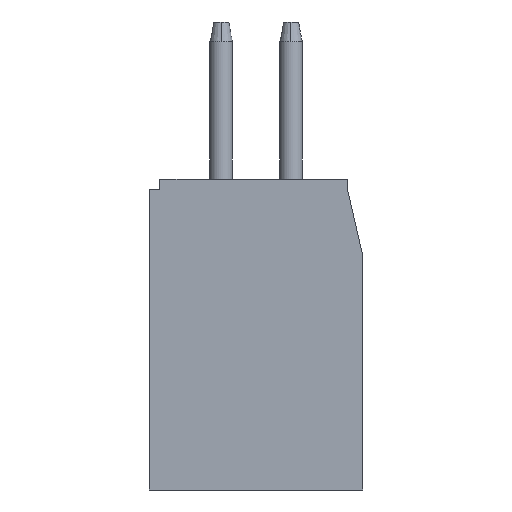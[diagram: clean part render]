
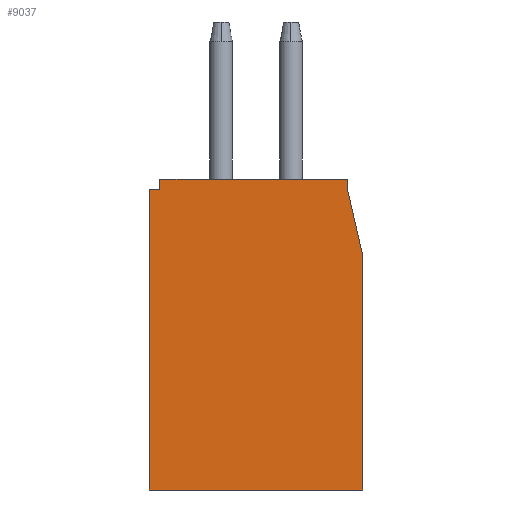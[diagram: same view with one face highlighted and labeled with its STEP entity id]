
A CAD part, left-side view. The second image highlights one B-rep face of the part: STEP entity #9037.
In plain terms, the highlighted planar face has unit normal (-1, 0, 0).
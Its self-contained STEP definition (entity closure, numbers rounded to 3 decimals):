
#62 = FACE_OUTER_BOUND ( 'NONE', #7305, .T. ) ;
#129 = CARTESIAN_POINT ( 'NONE',  ( -7.3, -3.05, 8.9 ) ) ;
#248 = DIRECTION ( 'NONE',  ( 0., 0., -1. ) ) ;
#463 = VERTEX_POINT ( 'NONE', #3312 ) ;
#553 = CARTESIAN_POINT ( 'NONE',  ( -7.3, -3.05, 8.9 ) ) ;
#582 = ORIENTED_EDGE ( 'NONE', *, *, #12554, .T. ) ;
#720 = LINE ( 'NONE', #3830, #9090 ) ;
#962 = ORIENTED_EDGE ( 'NONE', *, *, #3102, .F. ) ;
#1007 = VECTOR ( 'NONE', #7001, 1000. ) ;
#1237 = LINE ( 'NONE', #10208, #5030 ) ;
#1269 = CARTESIAN_POINT ( 'NONE',  ( -7.3, 3.05, 0. ) ) ;
#1368 = DIRECTION ( 'NONE',  ( 0., 0., -1. ) ) ;
#1404 = LINE ( 'NONE', #5506, #6356 ) ;
#1505 = CARTESIAN_POINT ( 'NONE',  ( -7.3, 2.75, 8.6 ) ) ;
#1753 = DIRECTION ( 'NONE',  ( 0., 0., 1. ) ) ;
#2109 = EDGE_CURVE ( 'NONE', #10152, #10107, #5915, .T. ) ;
#2632 = VERTEX_POINT ( 'NONE', #10235 ) ;
#2810 = VERTEX_POINT ( 'NONE', #5624 ) ;
#2892 = ORIENTED_EDGE ( 'NONE', *, *, #7128, .T. ) ;
#2953 = CARTESIAN_POINT ( 'NONE',  ( -7.3, -2.619, 8.9 ) ) ;
#3102 = EDGE_CURVE ( 'NONE', #12389, #10107, #13139, .T. ) ;
#3201 = ORIENTED_EDGE ( 'NONE', *, *, #8414, .F. ) ;
#3258 = ORIENTED_EDGE ( 'NONE', *, *, #2109, .T. ) ;
#3312 = CARTESIAN_POINT ( 'NONE',  ( -7.3, -3.05, 6.729 ) ) ;
#3592 = VECTOR ( 'NONE', #9581, 1000. ) ;
#3830 = CARTESIAN_POINT ( 'NONE',  ( -7.3, 3.05, 8.9 ) ) ;
#4308 = AXIS2_PLACEMENT_3D ( 'NONE', #6150, #12279, #1368 ) ;
#4926 = VECTOR ( 'NONE', #5292, 1000. ) ;
#5030 = VECTOR ( 'NONE', #248, 1000. ) ;
#5292 = DIRECTION ( 'NONE',  ( 0., -1., 0. ) ) ;
#5506 = CARTESIAN_POINT ( 'NONE',  ( -7.3, -3.05, 0. ) ) ;
#5573 = LINE ( 'NONE', #553, #11924 ) ;
#5624 = CARTESIAN_POINT ( 'NONE',  ( -7.3, -3.05, 0. ) ) ;
#5649 = LINE ( 'NONE', #11716, #3592 ) ;
#5885 = ORIENTED_EDGE ( 'NONE', *, *, #11138, .T. ) ;
#5915 = LINE ( 'NONE', #13041, #9086 ) ;
#6150 = CARTESIAN_POINT ( 'NONE',  ( -7.3, -3.05, 8.9 ) ) ;
#6356 = VECTOR ( 'NONE', #6496, 1000. ) ;
#6378 = VERTEX_POINT ( 'NONE', #1505 ) ;
#6496 = DIRECTION ( 'NONE',  ( 0., -1., 0. ) ) ;
#6765 = EDGE_CURVE ( 'NONE', #10152, #463, #5649, .T. ) ;
#7001 = DIRECTION ( 'NONE',  ( 0., 1., 0. ) ) ;
#7069 = CARTESIAN_POINT ( 'NONE',  ( -7.3, 2.75, 8.9 ) ) ;
#7128 = EDGE_CURVE ( 'NONE', #10391, #2810, #1404, .T. ) ;
#7305 = EDGE_LOOP ( 'NONE', ( #582, #5885, #9509, #2892, #3201, #9434, #3258, #962 ) ) ;
#7810 = DIRECTION ( 'NONE',  ( 0., 0., -1. ) ) ;
#8218 = PLANE ( 'NONE',  #4308 ) ;
#8414 = EDGE_CURVE ( 'NONE', #463, #2810, #5573, .T. ) ;
#8868 = LINE ( 'NONE', #11934, #1007 ) ;
#9037 = ADVANCED_FACE ( 'NONE', ( #62 ), #8218, .F. ) ;
#9086 = VECTOR ( 'NONE', #1753, 1000. ) ;
#9090 = VECTOR ( 'NONE', #7810, 1000. ) ;
#9434 = ORIENTED_EDGE ( 'NONE', *, *, #6765, .F. ) ;
#9509 = ORIENTED_EDGE ( 'NONE', *, *, #12380, .T. ) ;
#9581 = DIRECTION ( 'NONE',  ( 0., -0.224, -0.974 ) ) ;
#10107 = VERTEX_POINT ( 'NONE', #2953 ) ;
#10152 = VERTEX_POINT ( 'NONE', #11831 ) ;
#10208 = CARTESIAN_POINT ( 'NONE',  ( -7.3, 2.75, 8.9 ) ) ;
#10235 = CARTESIAN_POINT ( 'NONE',  ( -7.3, 3.05, 8.6 ) ) ;
#10391 = VERTEX_POINT ( 'NONE', #1269 ) ;
#11138 = EDGE_CURVE ( 'NONE', #6378, #2632, #8868, .T. ) ;
#11701 = DIRECTION ( 'NONE',  ( 0., 0., -1. ) ) ;
#11716 = CARTESIAN_POINT ( 'NONE',  ( -7.3, -3.05, 6.729 ) ) ;
#11831 = CARTESIAN_POINT ( 'NONE',  ( -7.3, -2.619, 8.6 ) ) ;
#11924 = VECTOR ( 'NONE', #11701, 1000. ) ;
#11934 = CARTESIAN_POINT ( 'NONE',  ( -7.3, -3.05, 8.6 ) ) ;
#12279 = DIRECTION ( 'NONE',  ( 1., 0., 0. ) ) ;
#12380 = EDGE_CURVE ( 'NONE', #2632, #10391, #720, .T. ) ;
#12389 = VERTEX_POINT ( 'NONE', #7069 ) ;
#12554 = EDGE_CURVE ( 'NONE', #12389, #6378, #1237, .T. ) ;
#13041 = CARTESIAN_POINT ( 'NONE',  ( -7.3, -2.619, 8.6 ) ) ;
#13139 = LINE ( 'NONE', #129, #4926 ) ;
